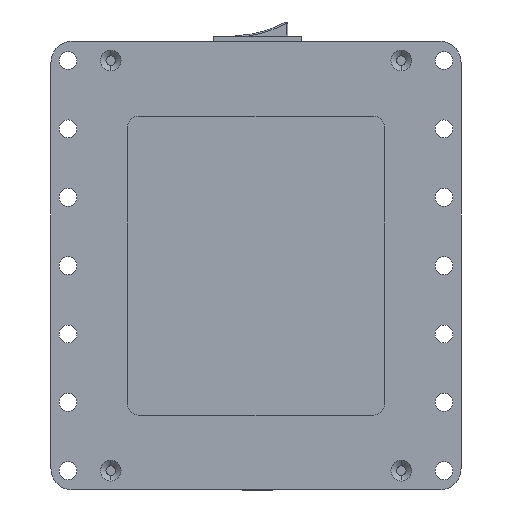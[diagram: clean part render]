
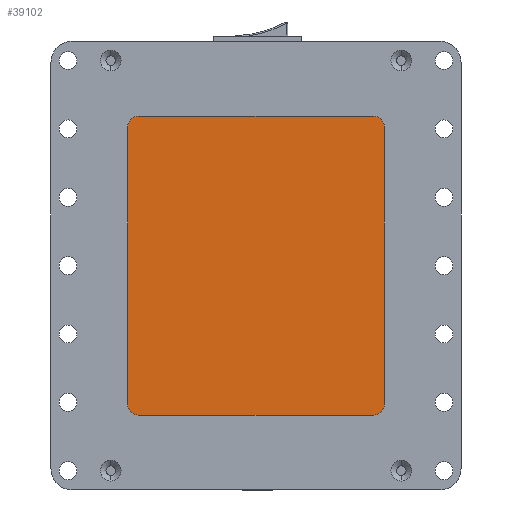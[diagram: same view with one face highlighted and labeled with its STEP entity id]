
A CAD part, left-side view. The second image highlights one B-rep face of the part: STEP entity #39102.
In plain terms, the highlighted planar face has unit normal (-1, 0, 0).
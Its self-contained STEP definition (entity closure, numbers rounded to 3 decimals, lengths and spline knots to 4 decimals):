
#6106=CARTESIAN_POINT('',(-0.266,0.6889,
-1.0055));
#6107=DIRECTION('',(-1.,0.,0.));
#6108=DIRECTION('',(0.,1.,0.));
#6109=AXIS2_PLACEMENT_3D('',#6106,#6107,#6108);
#6111=CARTESIAN_POINT('',(-0.266,0.6889,
1.5535));
#6112=DIRECTION('',(-1.,0.,0.));
#6113=DIRECTION('',(0.,0.,1.));
#6114=AXIS2_PLACEMENT_3D('',#6111,#6112,#6113);
#6116=CARTESIAN_POINT('',(-0.266,-1.4764,
1.5535));
#6117=DIRECTION('',(-1.,0.,0.));
#6118=DIRECTION('',(0.,-1.,0.));
#6119=AXIS2_PLACEMENT_3D('',#6116,#6117,#6118);
#6121=CARTESIAN_POINT('',(-0.266,-1.4764,
-1.0055));
#6122=DIRECTION('',(-1.,0.,0.));
#6123=DIRECTION('',(0.,0.,-1.));
#6124=AXIS2_PLACEMENT_3D('',#6121,#6122,#6123);
#6126=DIRECTION('',(0.,0.,1.));
#6127=VECTOR('',#6126,2.5591);
#6128=CARTESIAN_POINT('',(-0.266,0.7873,
-1.0055));
#6129=LINE('',#6128,#6127);
#6142=DIRECTION('',(0.,-1.,0.));
#6143=VECTOR('',#6142,2.1654);
#6144=CARTESIAN_POINT('',(-0.266,0.6889,
1.652));
#6145=LINE('',#6144,#6143);
#6158=DIRECTION('',(0.,0.,-1.));
#6159=VECTOR('',#6158,2.5591);
#6160=CARTESIAN_POINT('',(-0.266,-1.5749,
1.5535));
#6161=LINE('',#6160,#6159);
#6174=DIRECTION('',(0.,1.,0.));
#6175=VECTOR('',#6174,2.1654);
#6176=CARTESIAN_POINT('',(-0.266,-1.4764,
-1.1039));
#6177=LINE('',#6176,#6175);
#24337=CARTESIAN_POINT('',(-0.266,0.7873,
-1.0055));
#24338=CARTESIAN_POINT('',(-0.266,0.6889,
-1.1039));
#24339=VERTEX_POINT('',#24337);
#24340=VERTEX_POINT('',#24338);
#24341=CARTESIAN_POINT('',(-0.266,-1.4764,
-1.1039));
#24342=VERTEX_POINT('',#24341);
#24343=CARTESIAN_POINT('',(-0.266,-1.5749,
-1.0055));
#24344=VERTEX_POINT('',#24343);
#24345=CARTESIAN_POINT('',(-0.266,-1.5749,
1.5535));
#24346=VERTEX_POINT('',#24345);
#24347=CARTESIAN_POINT('',(-0.266,-1.4764,
1.652));
#24348=VERTEX_POINT('',#24347);
#24349=CARTESIAN_POINT('',(-0.266,0.6889,
1.652));
#24350=VERTEX_POINT('',#24349);
#24351=CARTESIAN_POINT('',(-0.266,0.7873,
1.5535));
#24352=VERTEX_POINT('',#24351);
#39080=CARTESIAN_POINT('',(-0.266,-0.8662,
0.9039));
#39081=DIRECTION('',(1.,0.,0.));
#39082=DIRECTION('',(0.,0.,-1.));
#39083=AXIS2_PLACEMENT_3D('',#39080,#39081,#39082);
#39084=PLANE('',#39083);
#39085=ORIENTED_EDGE('',*,*,#39063,.F.);
#39087=ORIENTED_EDGE('',*,*,#39086,.T.);
#39089=ORIENTED_EDGE('',*,*,#39088,.F.);
#39091=ORIENTED_EDGE('',*,*,#39090,.T.);
#39093=ORIENTED_EDGE('',*,*,#39092,.F.);
#39095=ORIENTED_EDGE('',*,*,#39094,.T.);
#39097=ORIENTED_EDGE('',*,*,#39096,.F.);
#39099=ORIENTED_EDGE('',*,*,#39098,.T.);
#39100=EDGE_LOOP('',(#39085,#39087,#39089,#39091,#39093,#39095,#39097,#39099));
#39101=FACE_OUTER_BOUND('',#39100,.F.);
#6110=CIRCLE('',#6109,0.0984);
#6115=CIRCLE('',#6114,0.0984);
#6120=CIRCLE('',#6119,0.0984);
#6125=CIRCLE('',#6124,0.0984);
#39063=EDGE_CURVE('',#24339,#24340,#6110,.T.);
#39086=EDGE_CURVE('',#24339,#24352,#6129,.T.);
#39088=EDGE_CURVE('',#24350,#24352,#6115,.T.);
#39090=EDGE_CURVE('',#24350,#24348,#6145,.T.);
#39092=EDGE_CURVE('',#24346,#24348,#6120,.T.);
#39094=EDGE_CURVE('',#24346,#24344,#6161,.T.);
#39096=EDGE_CURVE('',#24342,#24344,#6125,.T.);
#39098=EDGE_CURVE('',#24342,#24340,#6177,.T.);
#39102=ADVANCED_FACE('',(#39101),#39084,.F.);
